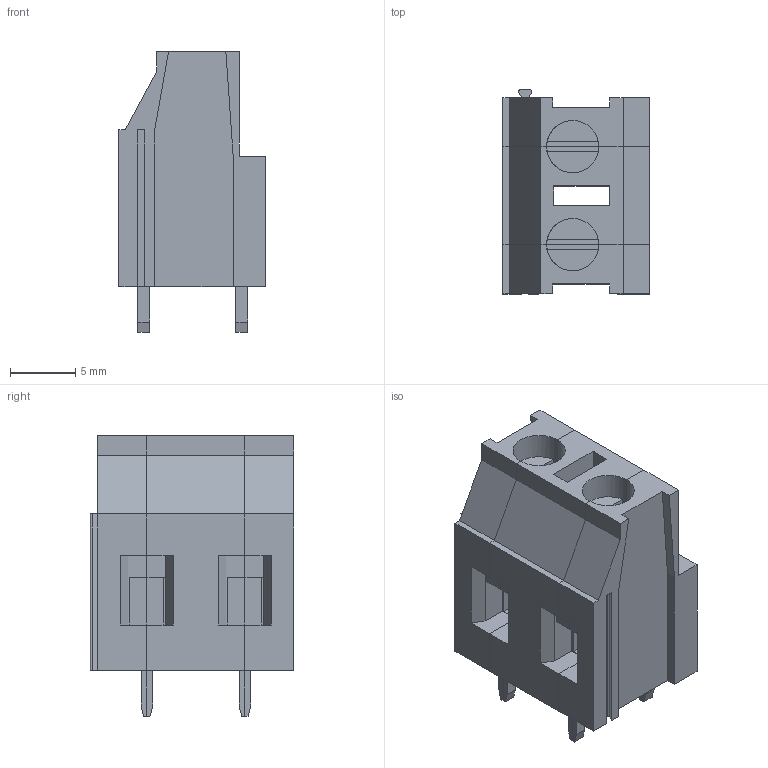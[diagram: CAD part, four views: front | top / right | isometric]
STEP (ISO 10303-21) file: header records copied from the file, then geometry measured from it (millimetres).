
FILE_DESCRIPTION( ( 'Unknown' ), '1' );
FILE_NAME( '691254910002.stp', 'Unknown', ( 'Unknown' ), ( 'Unknown' ), 'PSStep 18.0.17', 'Unknown', ' ' );
FILE_SCHEMA( ( 'AUTOMOTIVE_DESIGN { 1 0 10303 214 1 1 1 1 }' ) );
Length unit declared in the file: millimetre
Products named in the file (4): Assem1; 6912549100xx_SX; 691254910002; 6912549100xx_DX
Assembly tree (3 placements, depth 2):
  Assem1
    6912549100xx_SX
    691254910002
    6912549100xx_DX
Bounding box: 11.2 x 15.6 x 21.5 mm (x, y, z)
Volume: 2018.4 mm3; surface area: 2455.1 mm2
Topology: 3 solids, 3 shells, 169 faces, 489 edges, 326 vertices
Faces by surface type: plane 161, cylinder 8
Entity records: 6893 total; most frequent: CARTESIAN_POINT 988, ORIENTED_EDGE 978, DIRECTION 859, EDGE_CURVE 489, LINE 465, VECTOR 465, VERTEX_POINT 326, AXIS2_PLACEMENT_3D 197
